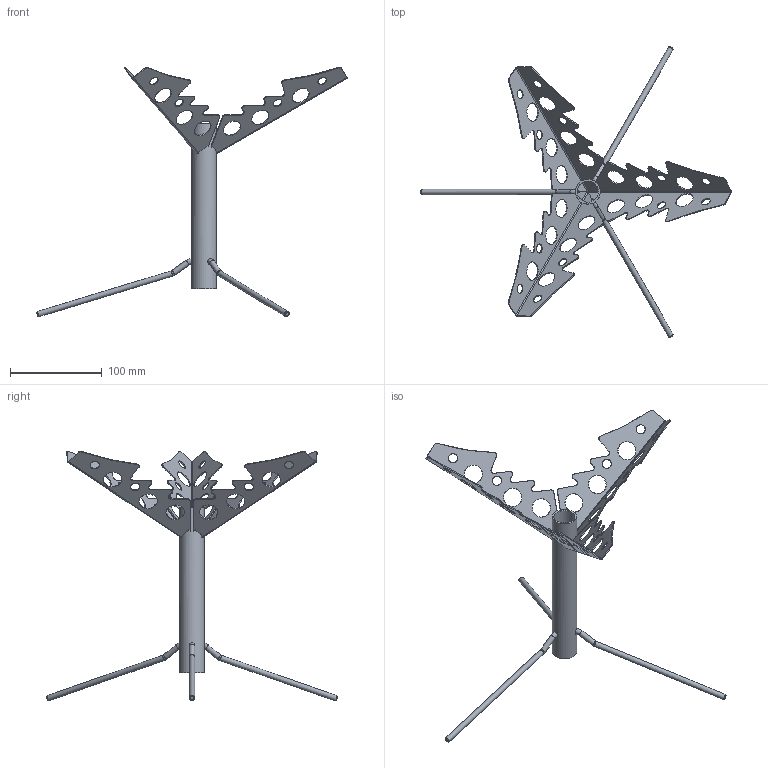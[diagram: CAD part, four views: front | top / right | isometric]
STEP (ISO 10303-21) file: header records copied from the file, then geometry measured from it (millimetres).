
FILE_DESCRIPTION(/* description */ (''),/* implementation_level */ '2;1');
FILE_NAME(/* name */ 'fire flower mk 2 v8.step',/* time_stamp */ '2019-08-07T14:47:07+07:00',/* author */ (''),/* organization */ (''),/* preprocessor_version */ 'ST-DEVELOPER v18',/* originating_system */ 'Autodesk Translation Framework v8.2.0.1029',/* authorisation */ '');
FILE_SCHEMA (('AUTOMOTIVE_DESIGN { 1 0 10303 214 3 1 1 }'));
Length unit declared in the file: millimetre
Products named in the file (4): fire flower mk 2; 6mm tent peg Quecha; leaf mk3; leaf
Assembly tree (7 placements, depth 3):
  fire flower mk 2
    6mm tent peg Quecha  x3
    leaf mk3  x3
      leaf
Bounding box: 338.16 x 316.52 x 271.73 mm (x, y, z)
Volume: 72375.1 mm3; surface area: 97298.4 mm2
Topology: 7 solids, 7 shells, 235 faces, 645 edges, 422 vertices
Faces by surface type: cylinder 89, plane 89, bspline 42, torus 9, cone 6
Full cylindrical faces by diameter (mm): 6 x9, 10 x12, 20 x18, 23 x1, 27 x1
Entity records: 4129 total; most frequent: CARTESIAN_POINT 1265, ORIENTED_EDGE 586, DIRECTION 566, EDGE_CURVE 293, AXIS2_PLACEMENT_3D 215, VERTEX_POINT 194, LINE 136, VECTOR 136
